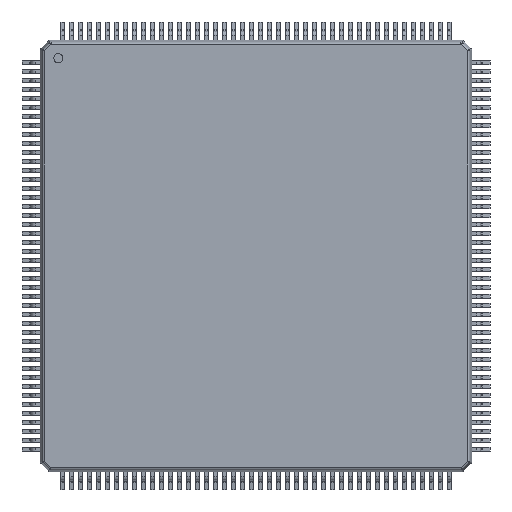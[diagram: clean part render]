
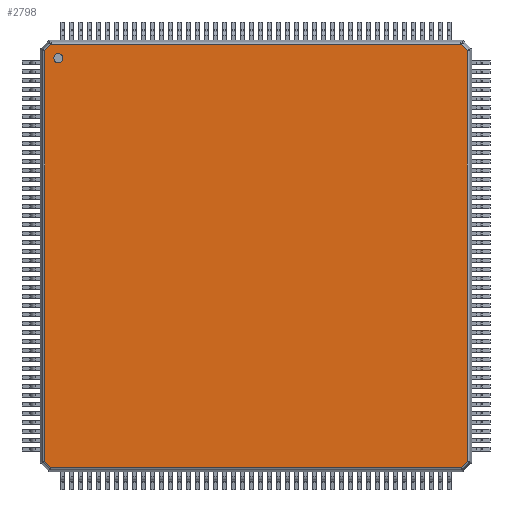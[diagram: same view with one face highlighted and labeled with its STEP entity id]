
A CAD part, top view. The second image highlights one B-rep face of the part: STEP entity #2798.
In plain terms, the highlighted face is planar.
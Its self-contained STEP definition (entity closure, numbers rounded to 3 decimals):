
#30=CARTESIAN_POINT('',(-11.,0.637,-11.));
#31=DIRECTION('',(0.,1.,0.));
#32=DIRECTION('',(1.,0.,0.));
#33=AXIS2_PLACEMENT_3D('',#30,#31,#32);
#39=CARTESIAN_POINT('',(-11.,0.637,-11.));
#40=DIRECTION('',(0.,1.,0.));
#41=DIRECTION('',(-1.,0.,0.));
#42=AXIS2_PLACEMENT_3D('',#39,#40,#41);
#47=DIRECTION('',(0.,0.,1.));
#48=VECTOR('',#47,22.81);
#49=CARTESIAN_POINT('',(-11.762,0.637,-11.401));
#50=LINE('',#49,#48);
#169=DIRECTION('',(-0.707,0.,-0.707));
#170=VECTOR('',#169,0.5);
#171=CARTESIAN_POINT('',(-11.408,0.637,11.762));
#172=LINE('',#171,#170);
#200=DIRECTION('',(1.,0.,0.));
#201=VECTOR('',#200,22.817);
#202=CARTESIAN_POINT('',(-11.408,0.637,11.762));
#203=LINE('',#202,#201);
#245=DIRECTION('',(-0.707,0.,0.707));
#246=VECTOR('',#245,0.5);
#247=CARTESIAN_POINT('',(11.762,0.637,11.408));
#248=LINE('',#247,#246);
#353=DIRECTION('',(0.,0.,-1.));
#354=VECTOR('',#353,22.81);
#355=CARTESIAN_POINT('',(11.762,0.637,11.408));
#356=LINE('',#355,#354);
#398=DIRECTION('',(0.707,0.,0.707));
#399=VECTOR('',#398,0.51);
#400=CARTESIAN_POINT('',(11.401,0.637,-11.762));
#401=LINE('',#400,#399);
#506=DIRECTION('',(-1.,0.,0.));
#507=VECTOR('',#506,22.803);
#508=CARTESIAN_POINT('',(11.401,0.637,-11.762));
#509=LINE('',#508,#507);
#551=DIRECTION('',(0.707,0.,-0.707));
#552=VECTOR('',#551,0.51);
#553=CARTESIAN_POINT('',(-11.762,0.637,-11.401));
#554=LINE('',#553,#552);
#2393=CARTESIAN_POINT('',(-11.762,0.637,-11.401));
#2394=CARTESIAN_POINT('',(-11.762,0.637,11.408));
#2395=VERTEX_POINT('',#2393);
#2396=VERTEX_POINT('',#2394);
#2405=CARTESIAN_POINT('',(-11.401,0.637,-11.762));
#2406=VERTEX_POINT('',#2405);
#2407=CARTESIAN_POINT('',(11.401,0.637,-11.762));
#2408=VERTEX_POINT('',#2407);
#2417=CARTESIAN_POINT('',(11.762,0.637,-11.401));
#2418=VERTEX_POINT('',#2417);
#2419=CARTESIAN_POINT('',(11.762,0.637,11.408));
#2420=VERTEX_POINT('',#2419);
#2429=CARTESIAN_POINT('',(11.408,0.637,11.762));
#2430=VERTEX_POINT('',#2429);
#2431=CARTESIAN_POINT('',(-11.408,0.637,11.762));
#2432=VERTEX_POINT('',#2431);
#2557=CARTESIAN_POINT('',(-10.75,0.637,-11.));
#2558=CARTESIAN_POINT('',(-11.25,0.637,-11.));
#2559=VERTEX_POINT('',#2557);
#2560=VERTEX_POINT('',#2558);
#2769=CARTESIAN_POINT('',(0.,0.637,0.));
#2770=DIRECTION('',(0.,1.,0.));
#2771=DIRECTION('',(1.,0.,0.));
#2772=AXIS2_PLACEMENT_3D('',#2769,#2770,#2771);
#2773=PLANE('',#2772);
#2775=ORIENTED_EDGE('',*,*,#2774,.F.);
#2777=ORIENTED_EDGE('',*,*,#2776,.T.);
#2779=ORIENTED_EDGE('',*,*,#2778,.F.);
#2781=ORIENTED_EDGE('',*,*,#2780,.T.);
#2783=ORIENTED_EDGE('',*,*,#2782,.F.);
#2785=ORIENTED_EDGE('',*,*,#2784,.T.);
#2787=ORIENTED_EDGE('',*,*,#2786,.F.);
#2789=ORIENTED_EDGE('',*,*,#2788,.T.);
#2790=EDGE_LOOP('',(#2775,#2777,#2779,#2781,#2783,#2785,#2787,#2789));
#2791=FACE_OUTER_BOUND('',#2790,.F.);
#2793=ORIENTED_EDGE('',*,*,#2792,.T.);
#2795=ORIENTED_EDGE('',*,*,#2794,.T.);
#2796=EDGE_LOOP('',(#2793,#2795));
#2797=FACE_BOUND('',#2796,.F.);
#34=CIRCLE('',#33,0.25);
#43=CIRCLE('',#42,0.25);
#2774=EDGE_CURVE('',#2395,#2396,#50,.T.);
#2776=EDGE_CURVE('',#2395,#2406,#554,.T.);
#2778=EDGE_CURVE('',#2408,#2406,#509,.T.);
#2780=EDGE_CURVE('',#2408,#2418,#401,.T.);
#2782=EDGE_CURVE('',#2420,#2418,#356,.T.);
#2784=EDGE_CURVE('',#2420,#2430,#248,.T.);
#2786=EDGE_CURVE('',#2432,#2430,#203,.T.);
#2788=EDGE_CURVE('',#2432,#2396,#172,.T.);
#2792=EDGE_CURVE('',#2559,#2560,#34,.T.);
#2794=EDGE_CURVE('',#2560,#2559,#43,.T.);
#2798=ADVANCED_FACE('',(#2791,#2797),#2773,.T.);
